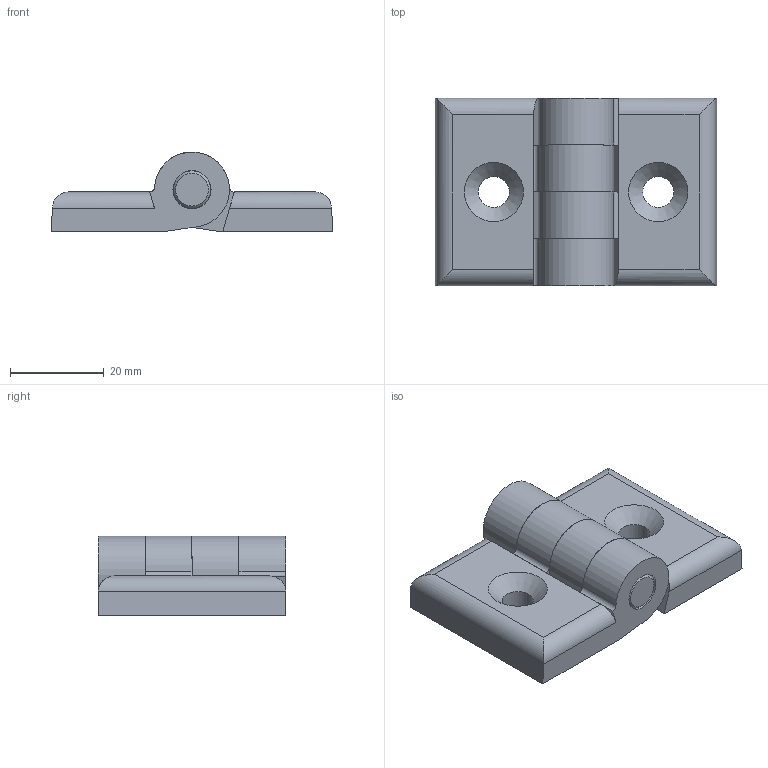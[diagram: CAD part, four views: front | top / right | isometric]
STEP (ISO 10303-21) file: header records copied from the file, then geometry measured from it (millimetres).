
FILE_DESCRIPTION(('FreeCAD Model'),'2;1');
FILE_NAME('Open CASCADE Shape Model','2024-03-18T16:52:15',(''),(''), 'Open CASCADE STEP processor 7.6','FreeCAD','Unknown');
FILE_SCHEMA(('AUTOMOTIVE_DESIGN { 1 0 10303 214 1 1 1 1 }'));
Length unit declared in the file: millimetre
Products named in the file (4): STI6-CH2; 095KS3030F00_1; 095KS3030F00_2; 095KS3030F00_p
Assembly tree (3 placements, depth 2):
  STI6-CH2
    095KS3030F00_1
    095KS3030F00_2
    095KS3030F00_p
Bounding box: 60 x 40 x 16.99 mm (x, y, z)
Volume: 18717.5 mm3; surface area: 12583.6 mm2
Topology: 3 solids, 3 shells, 145 faces, 377 edges, 248 vertices
Faces by surface type: cylinder 79, plane 62, cone 4
Full cylindrical faces by diameter (mm): 6 x4, 6.6 x2, 8 x3, 8.1 x2
Entity records: 9770 total; most frequent: CARTESIAN_POINT 1861, DIRECTION 1558, LINE 774, VECTOR 774, ORIENTED_EDGE 754, PCURVE 754, DEFINITIONAL_REPRESENTATION 754, EDGE_CURVE 377
